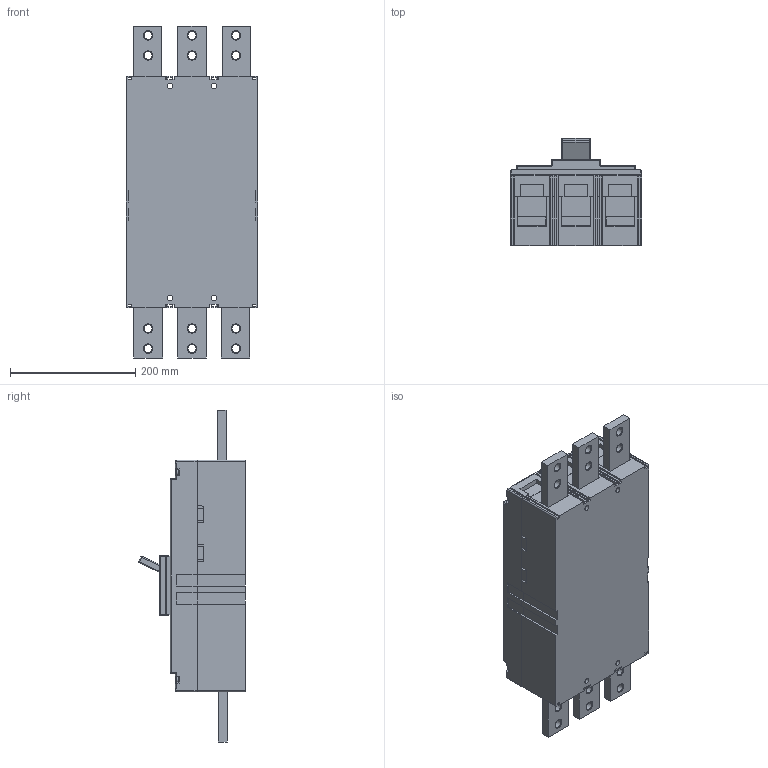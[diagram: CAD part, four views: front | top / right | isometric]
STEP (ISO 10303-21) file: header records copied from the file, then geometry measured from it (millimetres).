
FILE_DESCRIPTION(/* description */ ('Unknown'),/* implementation_level */ '2;1');
FILE_NAME(/* name */ 'EB2 1250_3',/* time_stamp */ '2016-11-22T08:05:01+01:00',/* author */ ('Unknown'),/* organization */ ('Unknown'),/* preprocessor_version */ 'ST-DEVELOPER v16',/* originating_system */ 'DEX',/* authorisation */ $);
FILE_SCHEMA (('AUTOMOTIVE_DESIGN {1 0 10303 214 3 1 1}'));
Products named in the file (1): EB2 1250_3
Bounding box: 210 x 170.56 x 530 mm (x, y, z)
Volume: 9440479.5 mm3; surface area: 598074.2 mm2
Topology: 2 solids, 3 shells, 2613 faces, 6715 edges, 4439 vertices
Faces by surface type: plane 2036, bspline 338, cylinder 173, cone 24, torus 24, sphere 18
Full cylindrical faces by diameter (mm): 0.3 x3, 3.8 x1, 4 x1, 4.063 x1, 4.5 x4, 8.141 x1, 8.8 x2, 9 x10, 10 x4, 11 x6, 12 x6, 13 x18, 17 x8
Entity records: 119015 total; most frequent: CARTESIAN_POINT 40356, ORIENTED_EDGE 12936, DIRECTION 10622, EDGE_CURVE 6468, LINE 5254, VECTOR 5254, VERTEX_POINT 4362, EDGE_LOOP 3154
